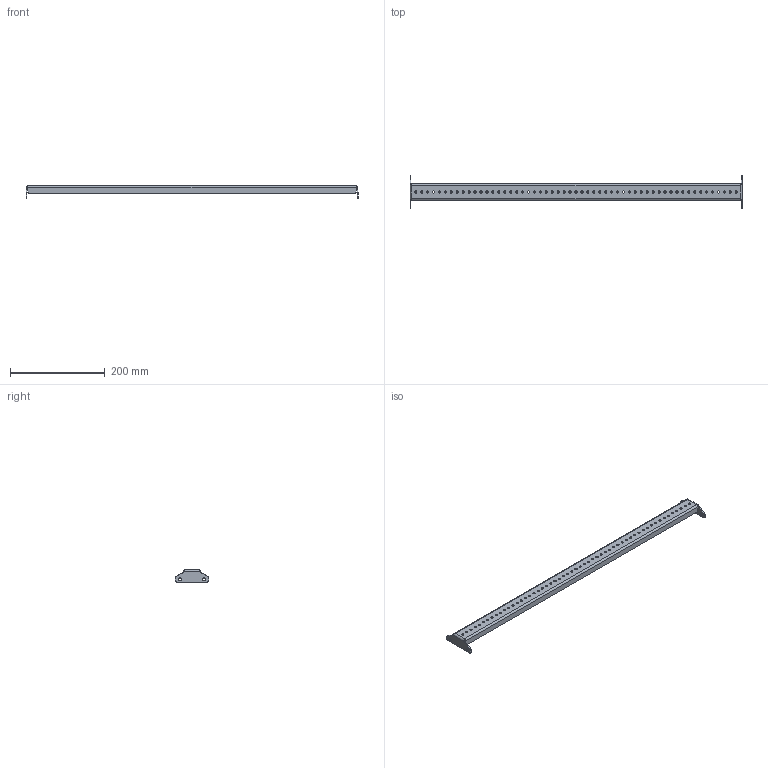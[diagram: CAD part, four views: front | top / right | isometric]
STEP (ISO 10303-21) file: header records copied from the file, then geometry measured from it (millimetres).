
FILE_DESCRIPTION (( 'STEP AP214' ), '1' );
FILE_NAME ('944.080.R.STEP', '2024-08-26T10:06:32', ( '' ), ( '' ), 'SwSTEP 2.0', 'SolidWorks 2021', '' );
FILE_SCHEMA (( 'AUTOMOTIVE_DESIGN' ));
Length unit declared in the file: millimetre
Products named in the file (1): 944.080.R
Bounding box: 699 x 70.6 x 26 mm (x, y, z)
Volume: 87331.7 mm3; surface area: 92515.3 mm2
Topology: 1 solids, 1 shells, 174 faces, 500 edges, 328 vertices
Faces by surface type: cylinder 138, plane 36
Entity records: 6106 total; most frequent: DIRECTION 1126, CARTESIAN_POINT 1015, ORIENTED_EDGE 1000, EDGE_CURVE 500, AXIS2_PLACEMENT_3D 455, VERTEX_POINT 328, EDGE_LOOP 292, CIRCLE 280
